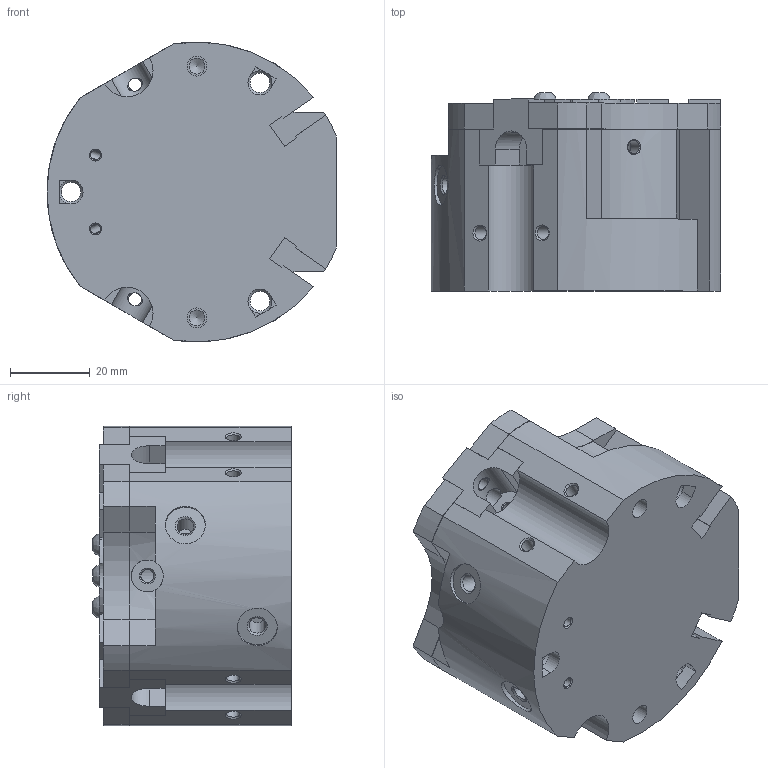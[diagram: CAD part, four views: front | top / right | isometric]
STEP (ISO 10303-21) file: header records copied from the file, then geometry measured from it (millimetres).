
FILE_DESCRIPTION( ( 'STEP AP203' ), '1' );
FILE_NAME( 'QPG307S_OP075SNT_0_2_03.stp', ' ', ( ' ' ), ( ' ' ), 'PSStep 15.0.47', 'PARTsolutions', ' ' );
FILE_SCHEMA( ( 'CONFIG_CONTROL_DESIGN' ) );
Length unit declared in the file: millimetre
Products named in the file (3): QPG307S OP075SNT 0; _QPG307-001; _OPG206S-009
Assembly tree (4 placements, depth 2):
  QPG307S OP075SNT 0
    _QPG307-001
    _OPG206S-009  x3
Bounding box: 72.5 x 49.65 x 74.99 mm (x, y, z)
Volume: 162967.2 mm3; surface area: 39617.5 mm2
Topology: 4 solids, 4 shells, 345 faces, 921 edges, 596 vertices
Faces by surface type: plane 205, cylinder 92, cone 45, bspline 3
Full cylindrical faces by diameter (mm): 2 x2, 2.459 x5, 3 x2, 3.242 x13, 4 x2, 4.134 x2, 4.917 x3, 5 x5, 6.5 x2, 8 x1, 9 x6, 10 x2
Entity records: 8762 total; most frequent: CARTESIAN_POINT 2125, DIRECTION 1355, ORIENTED_EDGE 1248, EDGE_CURVE 624, AXIS2_PLACEMENT_3D 474, VERTEX_POINT 450, LINE 407, VECTOR 407
